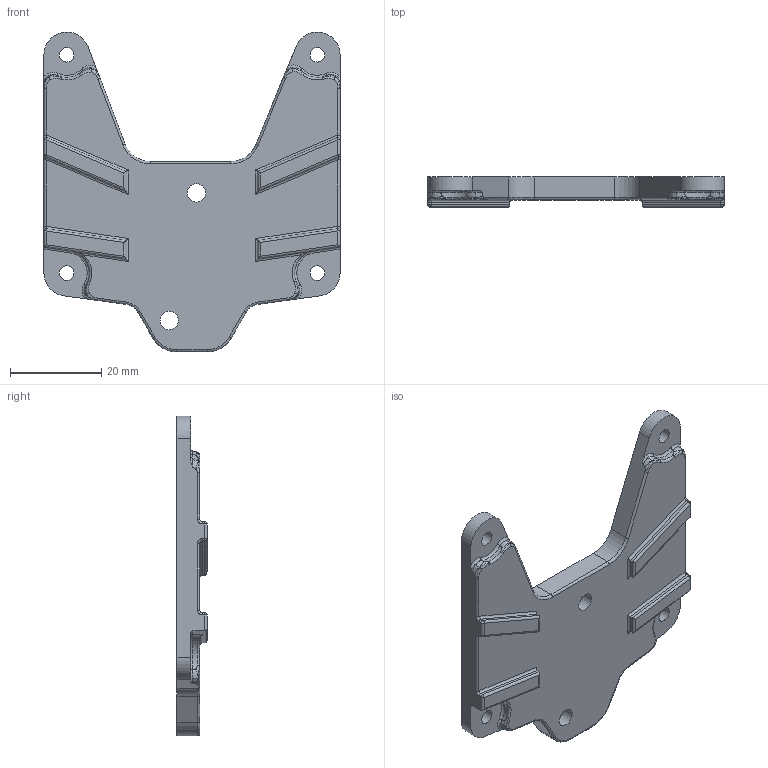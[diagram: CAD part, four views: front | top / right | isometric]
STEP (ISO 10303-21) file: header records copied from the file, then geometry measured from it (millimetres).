
FILE_DESCRIPTION(/* description */ (''),/* implementation_level */ '2;1');
FILE_NAME(/* name */ 'TBG Air mount.step',/* time_stamp */ '2023-09-28T15:10:57+08:00',/* author */ (''),/* organization */ (''),/* preprocessor_version */ 'ST-DEVELOPER v20',/* originating_system */ 'Autodesk Translation Framework v12.14.0.127',/* authorisation */ '');
FILE_SCHEMA (('AUTOMOTIVE_DESIGN { 1 0 10303 214 3 1 1 }'));
Length unit declared in the file: millimetre
Products named in the file (1): TBG Air mount
Bounding box: 65 x 6.6 x 70.22 mm (x, y, z)
Volume: 14240.8 mm3; surface area: 7663.3 mm2
Topology: 1 solids, 1 shells, 174 faces, 422 edges, 250 vertices
Faces by surface type: cylinder 70, bspline 50, plane 34, torus 14, sphere 6
Full cylindrical faces by diameter (mm): 3.2 x4, 4 x2, 8 x2
Entity records: 9467 total; most frequent: CARTESIAN_POINT 5559, ORIENTED_EDGE 840, DIRECTION 760, EDGE_CURVE 420, AXIS2_PLACEMENT_3D 303, VERTEX_POINT 250, EDGE_LOOP 188, FACE_OUTER_BOUND 174
